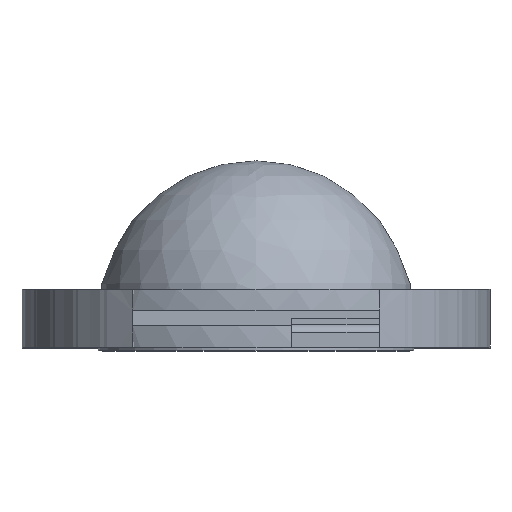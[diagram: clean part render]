
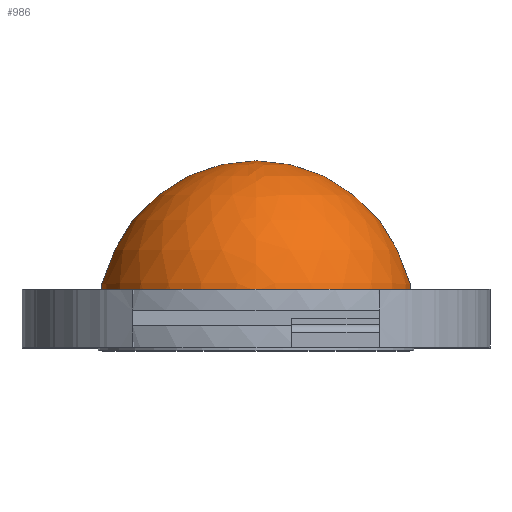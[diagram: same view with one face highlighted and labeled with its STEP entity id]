
A CAD part, top view. The second image highlights one B-rep face of the part: STEP entity #986.
In plain terms, the highlighted spherical face has radius 2.7 mm.
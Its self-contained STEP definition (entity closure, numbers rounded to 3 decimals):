
#270=SPHERICAL_SURFACE('',#1063,2.7);
#272=FACE_OUTER_BOUND('',#331,.T.);
#331=EDGE_LOOP('',(#655,#656,#657));
#395=CIRCLE('',#1062,2.7);
#396=CIRCLE('',#1064,2.7);
#421=VERTEX_POINT('',#1435);
#422=VERTEX_POINT('',#1438);
#513=EDGE_CURVE('',#421,#421,#395,.T.);
#514=EDGE_CURVE('',#422,#421,#396,.T.);
#655=ORIENTED_EDGE('',*,*,#513,.T.);
#656=ORIENTED_EDGE('',*,*,#514,.F.);
#657=ORIENTED_EDGE('',*,*,#514,.T.);
#986=ADVANCED_FACE('',(#272),#270,.T.);
#1062=AXIS2_PLACEMENT_3D('',#1436,#1150,#1151);
#1063=AXIS2_PLACEMENT_3D('',#1437,#1152,#1153);
#1064=AXIS2_PLACEMENT_3D('',#1439,#1154,#1155);
#1150=DIRECTION('center_axis',(0.,1.,0.));
#1151=DIRECTION('ref_axis',(1.,0.,0.));
#1152=DIRECTION('center_axis',(0.,1.,0.));
#1153=DIRECTION('ref_axis',(0.,0.,-1.));
#1154=DIRECTION('center_axis',(1.,0.,0.));
#1155=DIRECTION('ref_axis',(0.,0.,1.));
#1435=CARTESIAN_POINT('',(0.,0.,2.7));
#1436=CARTESIAN_POINT('Origin',(0.,0.,0.));
#1437=CARTESIAN_POINT('Origin',(0.,0.,0.));
#1438=CARTESIAN_POINT('',(0.,2.7,0.));
#1439=CARTESIAN_POINT('Origin',(0.,0.,0.));
